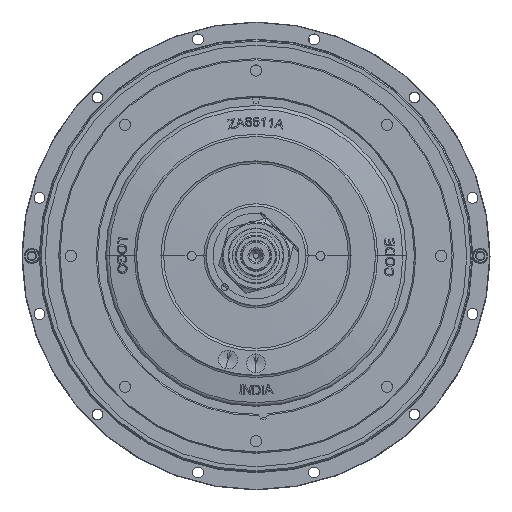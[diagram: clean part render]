
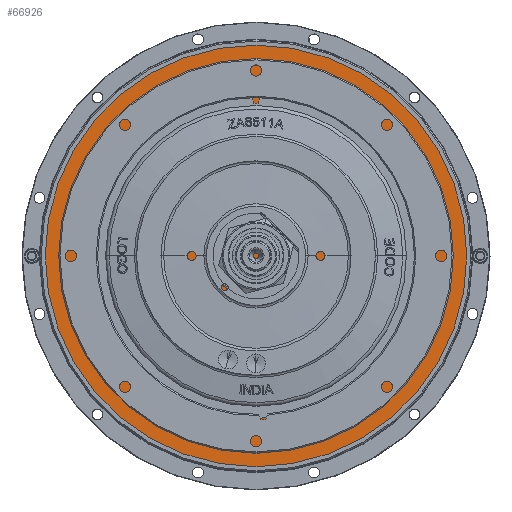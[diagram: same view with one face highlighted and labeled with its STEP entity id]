
A CAD part, top view. The second image highlights one B-rep face of the part: STEP entity #66926.
In plain terms, the highlighted planar face has unit normal (0, 0, 1).
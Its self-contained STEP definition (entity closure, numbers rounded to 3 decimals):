
#184 = EDGE_CURVE ( 'NONE', #68339, #53808, #68855, .T. ) ;
#10720 = AXIS2_PLACEMENT_3D ( 'NONE', #19768, #57183, #25147 ) ;
#11742 = FACE_OUTER_BOUND ( 'NONE', #39790, .T. ) ;
#16856 = DIRECTION ( 'NONE',  ( 0., 0., 1. ) ) ;
#19768 = CARTESIAN_POINT ( 'NONE',  ( 0., 0., 0. ) ) ;
#19964 = CARTESIAN_POINT ( 'NONE',  ( -255.524, 0., 0. ) ) ;
#20196 = ORIENTED_EDGE ( 'NONE', *, *, #28029, .T. ) ;
#21783 = PLANE ( 'NONE',  #64222 ) ;
#22013 = CARTESIAN_POINT ( 'NONE',  ( 0., 0., 0. ) ) ;
#25147 = DIRECTION ( 'NONE',  ( 1., 0., 0. ) ) ;
#26473 = ORIENTED_EDGE ( 'NONE', *, *, #184, .T. ) ;
#27392 = DIRECTION ( 'NONE',  ( 1., 0., 0. ) ) ;
#27870 = CARTESIAN_POINT ( 'NONE',  ( 0., 0., 0. ) ) ;
#28029 = EDGE_CURVE ( 'NONE', #53808, #68339, #42520, .T. ) ;
#39790 = EDGE_LOOP ( 'NONE', ( #26473, #20196 ) ) ;
#42520 = CIRCLE ( 'NONE', #51714, 255.524 ) ;
#51714 = AXIS2_PLACEMENT_3D ( 'NONE', #27870, #16856, #65196 ) ;
#53808 = VERTEX_POINT ( 'NONE', #19964 ) ;
#57183 = DIRECTION ( 'NONE',  ( 0., 0., 1. ) ) ;
#58747 = CARTESIAN_POINT ( 'NONE',  ( 255.524, 0., 0. ) ) ;
#59386 = DIRECTION ( 'NONE',  ( 0., 0., 1. ) ) ;
#64222 = AXIS2_PLACEMENT_3D ( 'NONE', #22013, #59386, #27392 ) ;
#65196 = DIRECTION ( 'NONE',  ( 1., 0., 0. ) ) ;
#66926 = ADVANCED_FACE ( 'NONE', ( #11742 ), #21783, .T. ) ;
#68339 = VERTEX_POINT ( 'NONE', #58747 ) ;
#68855 = CIRCLE ( 'NONE', #10720, 255.524 ) ;
